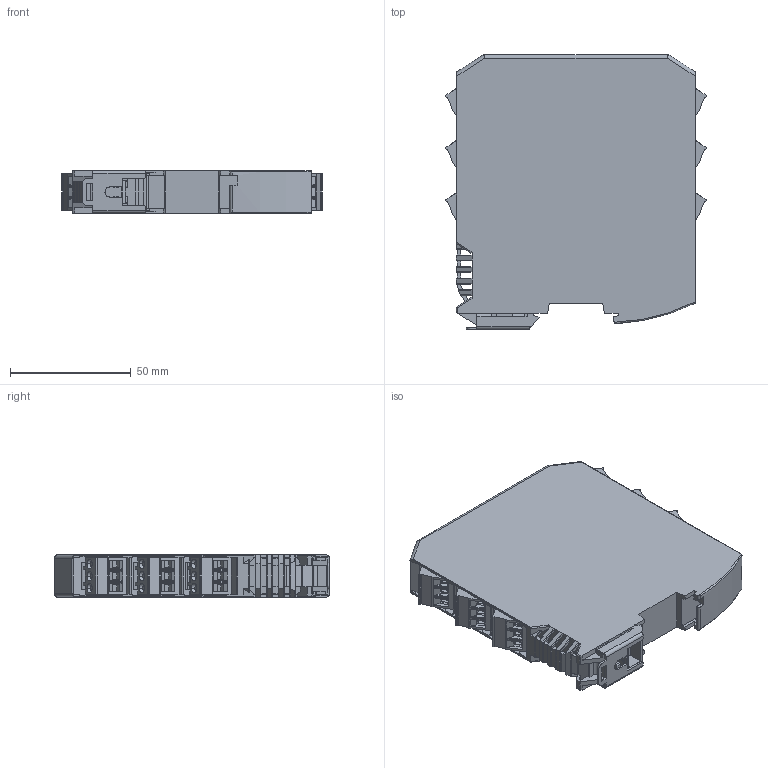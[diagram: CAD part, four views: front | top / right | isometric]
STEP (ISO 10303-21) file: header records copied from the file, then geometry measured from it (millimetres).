
FILE_DESCRIPTION (( 'STEP AP203' ), '1' );
FILE_NAME ('DN1820-C.STEP', '2024-08-15T03:07:58', ( '' ), ( '' ), 'SwSTEP 2.0', 'SolidWorks 2016', '' );
FILE_SCHEMA (( 'CONFIG_CONTROL_DESIGN' ));
Length unit declared in the file: millimetre
Products named in the file (1): DN1820-C
Bounding box: 107.86 x 113.65 x 17.6 mm (x, y, z)
Volume: 174776.5 mm3; surface area: 45586.8 mm2
Topology: 1 solids, 20 shells, 1936 faces, 5480 edges, 3607 vertices
Faces by surface type: plane 1496, cylinder 410, cone 28, torus 2
Entity records: 68749 total; most frequent: CARTESIAN_POINT 20056, ORIENTED_EDGE 10960, DIRECTION 8628, EDGE_CURVE 5480, VECTOR 4424, LINE 4424, VERTEX_POINT 3607, AXIS2_PLACEMENT_3D 2102
